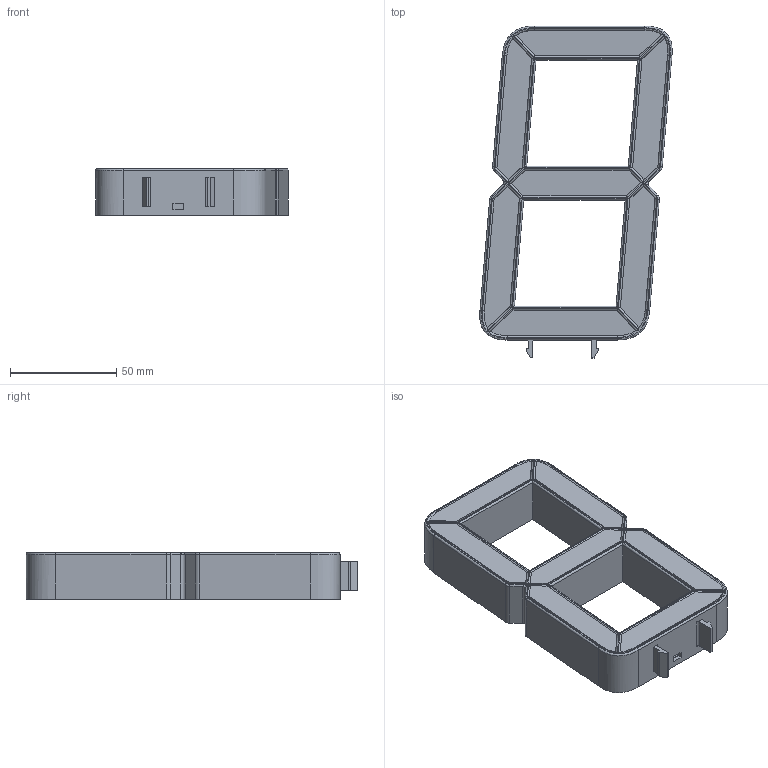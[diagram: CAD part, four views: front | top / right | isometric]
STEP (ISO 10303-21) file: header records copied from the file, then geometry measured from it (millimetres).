
FILE_DESCRIPTION(/* description */ (''),/* implementation_level */ '2;1');
FILE_NAME(/* name */ 'digit-and-segments.step',/* time_stamp */ '2022-07-20T15:21:00+02:00',/* author */ (''),/* organization */ (''),/* preprocessor_version */ 'ST-DEVELOPER v19',/* originating_system */ 'Autodesk Translation Framework v11.7.0.108',/* authorisation */ '');
FILE_SCHEMA (('AUTOMOTIVE_DESIGN { 1 0 10303 214 3 1 1 }'));
Length unit declared in the file: millimetre
Products named in the file (1): Digit
Bounding box: 90.65 x 156.46 x 22 mm (x, y, z)
Volume: 82616 mm3; surface area: 100146.2 mm2
Topology: 9 solids, 9 shells, 577 faces, 1478 edges, 946 vertices
Faces by surface type: plane 376, bspline 135, cylinder 62, torus 4
Entity records: 21619 total; most frequent: CARTESIAN_POINT 8434, ORIENTED_EDGE 2952, DIRECTION 2226, EDGE_CURVE 1476, LINE 1044, VECTOR 1044, VERTEX_POINT 946, EDGE_LOOP 630
